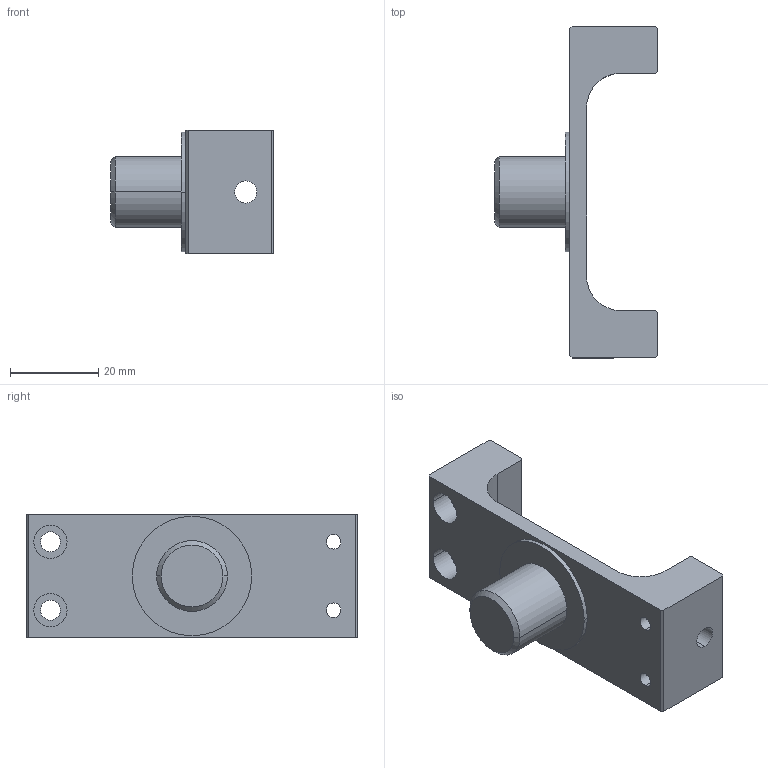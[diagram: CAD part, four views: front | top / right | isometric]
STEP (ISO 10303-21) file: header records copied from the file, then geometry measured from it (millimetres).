
FILE_DESCRIPTION (( 'STEP AP214' ), '1' );
FILE_NAME ('ISO-M-40-(ADJUSTABLE)-CTM-OEB.STEP', '2013-12-26T12:20:09', ( '' ), ( '' ), 'SwSTEP 2.0', 'SolidWorks 2010', '' );
FILE_SCHEMA (( 'AUTOMOTIVE_DESIGN' ));
Length unit declared in the file: millimetre
Products named in the file (1): ISO-M-40-(ADJUSTABLE)-CTM-OEB
Bounding box: 36.77 x 75 x 28 mm (x, y, z)
Volume: 20289.3 mm3; surface area: 9348.2 mm2
Topology: 1 solids, 1 shells, 44 faces, 118 edges, 78 vertices
Faces by surface type: cylinder 22, plane 20, cone 2
Entity records: 1568 total; most frequent: CARTESIAN_POINT 273, DIRECTION 254, ORIENTED_EDGE 236, EDGE_CURVE 118, AXIS2_PLACEMENT_3D 93, VERTEX_POINT 78, VECTOR 68, LINE 68
